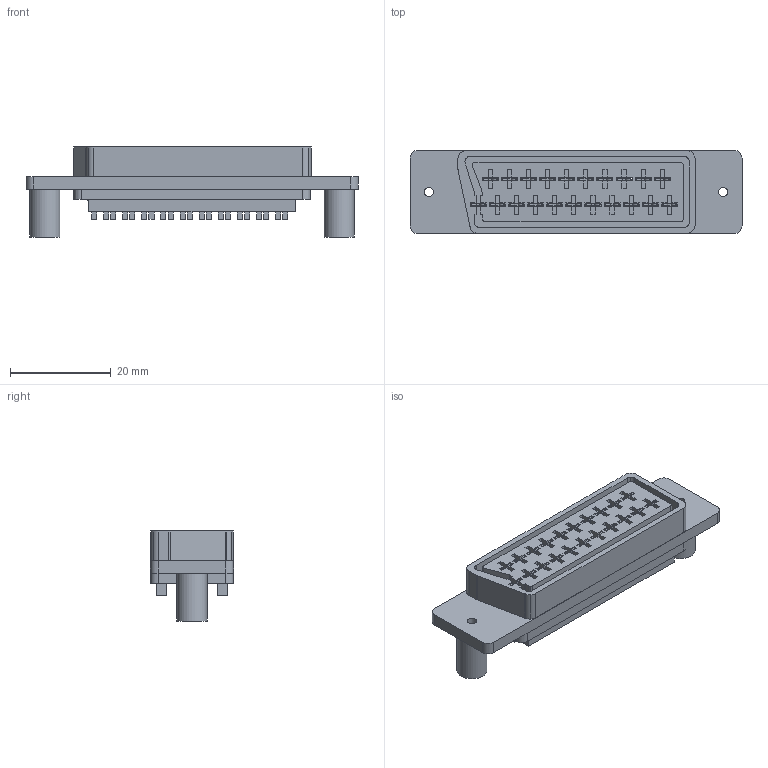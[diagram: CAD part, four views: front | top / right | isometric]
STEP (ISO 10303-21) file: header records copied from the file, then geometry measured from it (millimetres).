
FILE_DESCRIPTION(('FreeCAD Model'),'2;1');
FILE_NAME('Open CASCADE Shape Model','2022-07-25T00:14:13',('Doomn00b'), (''),'Open CASCADE STEP processor 7.6','FreeCAD','Unknown');
FILE_SCHEMA(('AUTOMOTIVE_DESIGN { 1 0 10303 214 1 1 1 1 }'));
Length unit declared in the file: millimetre
Products named in the file (6): TC_1578891_scart; Plastic-body; top-pins; pin-top; Array001; Pin-bot
Assembly tree (24 placements, depth 3):
  TC_1578891_scart
    Plastic-body
    top-pins
      pin-top  x10
    Array001
      Pin-bot  x11
Bounding box: 66 x 16.5 x 17.9 mm (x, y, z)
Volume: 8327.3 mm3; surface area: 9600 mm2
Topology: 22 solids, 22 shells, 866 faces, 2387 edges, 1590 vertices
Faces by surface type: plane 783, cylinder 83
Full cylindrical faces by diameter (mm): 1.8 x2, 6 x2
Entity records: 15758 total; most frequent: CARTESIAN_POINT 2778, ORIENTED_EDGE 2722, DIRECTION 2473, EDGE_CURVE 1361, LINE 1271, VECTOR 1271, VERTEX_POINT 906, AXIS2_PLACEMENT_3D 601
